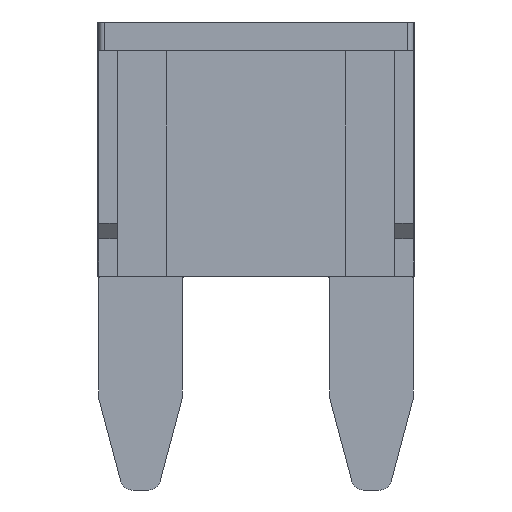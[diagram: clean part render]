
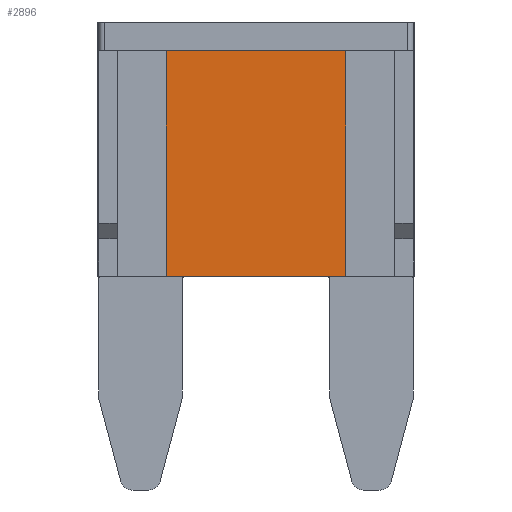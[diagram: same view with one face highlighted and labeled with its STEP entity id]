
A CAD part, front view. The second image highlights one B-rep face of the part: STEP entity #2896.
In plain terms, the highlighted planar face has unit normal (0, -1, 0).
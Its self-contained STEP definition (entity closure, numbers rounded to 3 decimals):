
#210=FACE_OUTER_BOUND('',#364,.T.);
#364=EDGE_LOOP('',(#2279,#2280,#2281,#2282));
#525=LINE('',#4210,#877);
#568=LINE('',#4294,#920);
#634=LINE('',#4440,#986);
#636=LINE('',#4443,#988);
#877=VECTOR('',#3375,10.);
#920=VECTOR('',#3448,10.);
#986=VECTOR('',#3578,10.);
#988=VECTOR('',#3582,10.);
#1210=VERTEX_POINT('',#4206);
#1212=VERTEX_POINT('',#4209);
#1238=VERTEX_POINT('',#4293);
#1286=VERTEX_POINT('',#4438);
#1521=EDGE_CURVE('',#1210,#1212,#525,.T.);
#1564=EDGE_CURVE('',#1238,#1212,#568,.T.);
#1638=EDGE_CURVE('',#1286,#1210,#634,.T.);
#1640=EDGE_CURVE('',#1286,#1238,#636,.T.);
#2279=ORIENTED_EDGE('',*,*,#1640,.T.);
#2280=ORIENTED_EDGE('',*,*,#1564,.T.);
#2281=ORIENTED_EDGE('',*,*,#1521,.F.);
#2282=ORIENTED_EDGE('',*,*,#1638,.F.);
#2777=PLANE('',#3076);
#2896=ADVANCED_FACE('',(#210),#2777,.T.);
#3076=AXIS2_PLACEMENT_3D('',#4452,#3595,#3596);
#3375=DIRECTION('',(0.,0.,-1.));
#3448=DIRECTION('',(1.,0.,0.));
#3578=DIRECTION('',(1.,0.,0.));
#3582=DIRECTION('',(0.,0.,-1.));
#3595=DIRECTION('center_axis',(0.,-1.,0.));
#3596=DIRECTION('ref_axis',(-1.,0.,0.));
#4206=CARTESIAN_POINT('',(3.1,-1.7,-1.));
#4209=CARTESIAN_POINT('',(3.1,-1.7,-8.8));
#4210=CARTESIAN_POINT('',(3.1,-1.7,-4.9));
#4293=CARTESIAN_POINT('',(-3.1,-1.7,-8.8));
#4294=CARTESIAN_POINT('',(5.5,-1.7,-8.8));
#4438=CARTESIAN_POINT('',(-3.1,-1.7,-1.));
#4440=CARTESIAN_POINT('',(2.75,-1.7,-1.));
#4443=CARTESIAN_POINT('',(-3.1,-1.7,-4.9));
#4452=CARTESIAN_POINT('Origin',(5.5,-1.7,-1.));
